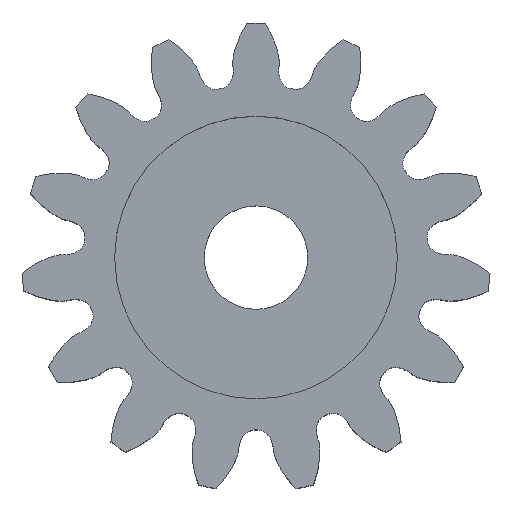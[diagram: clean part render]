
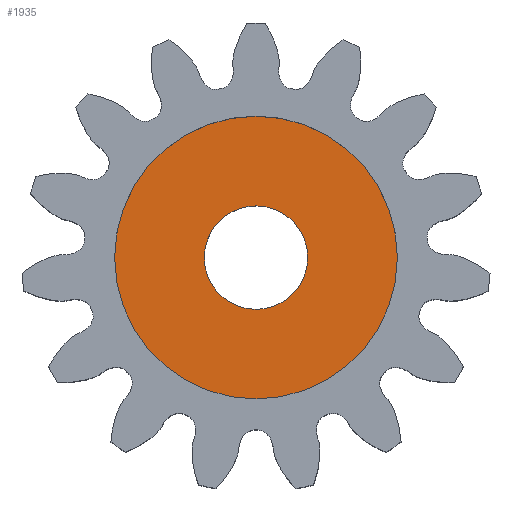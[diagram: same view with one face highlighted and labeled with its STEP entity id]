
A CAD part, top view. The second image highlights one B-rep face of the part: STEP entity #1935.
In plain terms, the highlighted planar face has unit normal (0, 0, 1).
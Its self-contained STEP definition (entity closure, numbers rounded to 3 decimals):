
#330 = CARTESIAN_POINT ( 'NONE',  ( 0., 0., 4.4 ) ) ;
#1174 = CARTESIAN_POINT ( 'NONE',  ( 0., 0., 4.4 ) ) ;
#1223 = CARTESIAN_POINT ( 'NONE',  ( -0.775, -1.284, 4.4 ) ) ;
#1267 = ORIENTED_EDGE ( 'NONE', *, *, #5325, .F. ) ;
#1826 = CARTESIAN_POINT ( 'NONE',  ( 0., 0., 4.4 ) ) ;
#1830 = DIRECTION ( 'NONE',  ( -1., 0., 0. ) ) ;
#1924 = CIRCLE ( 'NONE', #9489, 4.1 ) ;
#1935 = ADVANCED_FACE ( 'NONE', ( #7473, #6756 ), #7113, .F. ) ;
#2214 = AXIS2_PLACEMENT_3D ( 'NONE', #5639, #3461, #8744 ) ;
#2302 = EDGE_LOOP ( 'NONE', ( #2341, #5405 ) ) ;
#2341 = ORIENTED_EDGE ( 'NONE', *, *, #6472, .T. ) ;
#2489 = DIRECTION ( 'NONE',  ( -1., 0., 0. ) ) ;
#2518 = EDGE_CURVE ( 'NONE', #3320, #6293, #3927, .T. ) ;
#3320 = VERTEX_POINT ( 'NONE', #8820 ) ;
#3370 = VERTEX_POINT ( 'NONE', #8036 ) ;
#3461 = DIRECTION ( 'NONE',  ( 0., 0., -1. ) ) ;
#3692 = VERTEX_POINT ( 'NONE', #1223 ) ;
#3927 = CIRCLE ( 'NONE', #8347, 4.1 ) ;
#5020 = EDGE_CURVE ( 'NONE', #3692, #3370, #7771, .T. ) ;
#5325 = EDGE_CURVE ( 'NONE', #3370, #3692, #7527, .T. ) ;
#5405 = ORIENTED_EDGE ( 'NONE', *, *, #2518, .T. ) ;
#5621 = DIRECTION ( 'NONE',  ( 0., 0., 1. ) ) ;
#5639 = CARTESIAN_POINT ( 'NONE',  ( -0.457, 6.437, 4.4 ) ) ;
#5700 = AXIS2_PLACEMENT_3D ( 'NONE', #1174, #9460, #9431 ) ;
#6110 = CARTESIAN_POINT ( 'NONE',  ( 0., 0., 4.4 ) ) ;
#6293 = VERTEX_POINT ( 'NONE', #7260 ) ;
#6472 = EDGE_CURVE ( 'NONE', #6293, #3320, #1924, .T. ) ;
#6756 = FACE_OUTER_BOUND ( 'NONE', #2302, .T. ) ;
#6852 = DIRECTION ( 'NONE',  ( 0., 0., 1. ) ) ;
#7113 = PLANE ( 'NONE',  #2214 ) ;
#7260 = CARTESIAN_POINT ( 'NONE',  ( 4.1, 0., 4.4 ) ) ;
#7473 = FACE_BOUND ( 'NONE', #9077, .T. ) ;
#7527 = CIRCLE ( 'NONE', #9749, 1.5 ) ;
#7620 = DIRECTION ( 'NONE',  ( -1., 0., 0. ) ) ;
#7771 = CIRCLE ( 'NONE', #5700, 1.5 ) ;
#8036 = CARTESIAN_POINT ( 'NONE',  ( 0.775, 1.284, 4.4 ) ) ;
#8347 = AXIS2_PLACEMENT_3D ( 'NONE', #330, #5621, #1830 ) ;
#8387 = ORIENTED_EDGE ( 'NONE', *, *, #5020, .F. ) ;
#8617 = DIRECTION ( 'NONE',  ( 0., 0., 1. ) ) ;
#8744 = DIRECTION ( 'NONE',  ( -1., 0., 0. ) ) ;
#8820 = CARTESIAN_POINT ( 'NONE',  ( -4.1, 0., 4.4 ) ) ;
#9077 = EDGE_LOOP ( 'NONE', ( #8387, #1267 ) ) ;
#9431 = DIRECTION ( 'NONE',  ( -1., 0., 0. ) ) ;
#9460 = DIRECTION ( 'NONE',  ( 0., 0., 1. ) ) ;
#9489 = AXIS2_PLACEMENT_3D ( 'NONE', #6110, #6852, #7620 ) ;
#9749 = AXIS2_PLACEMENT_3D ( 'NONE', #1826, #8617, #2489 ) ;
